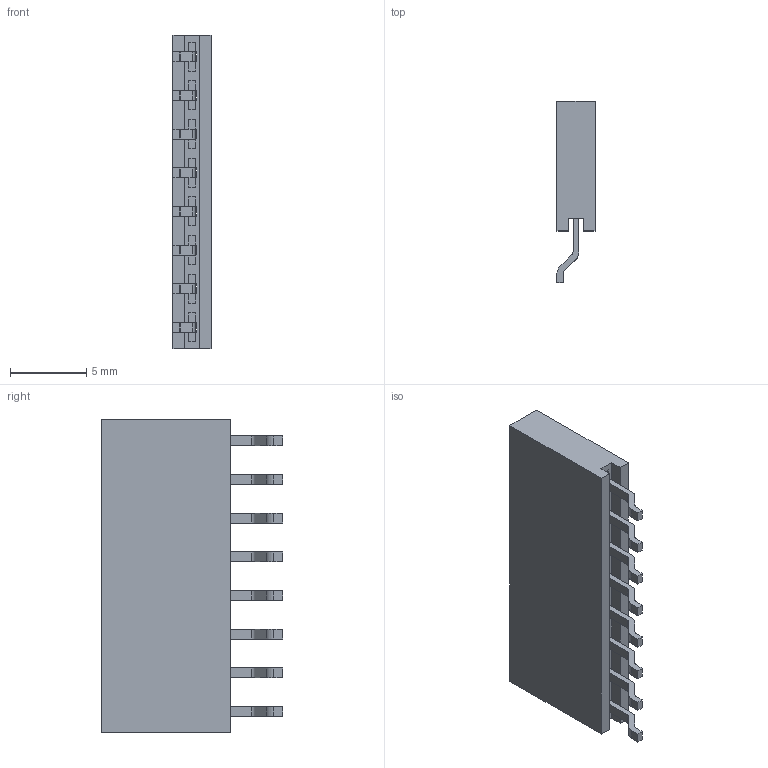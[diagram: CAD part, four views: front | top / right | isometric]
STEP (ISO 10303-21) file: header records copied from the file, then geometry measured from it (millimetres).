
FILE_DESCRIPTION (( 'STEP AP214' ), '1' );
FILE_NAME ('m20-7910842r.STEP', '2025-02-18T11:37:03', ( '' ), ( '' ), 'SwSTEP 2.0', 'SolidWorks 2024', '' );
FILE_SCHEMA (( 'AUTOMOTIVE_DESIGN' ));
Length unit declared in the file: millimetre
Products named in the file (10): m20-7910842r_1_7; m20-7910842r_1_8; m20-7910842r_1_5; m20-7910842r_1_4; m20-7910842r_1_3; m20-7910842r_1_2; m20-7910842r_1_6; m20-7910842r; m20-7910842r_1_1; m20-7910842r_1
Assembly tree (9 placements, depth 2):
  m20-7910842r
    m20-7910842r_1
    m20-7910842r_1_1
    m20-7910842r_1_2
    m20-7910842r_1_3
    m20-7910842r_1_4
    m20-7910842r_1_5
    m20-7910842r_1_6
    m20-7910842r_1_7
    m20-7910842r_1_8
Bounding box: 2.5 x 11.9 x 20.57 mm (x, y, z)
Volume: 398.2 mm3; surface area: 1094.5 mm2
Topology: 9 solids, 9 shells, 378 faces, 1024 edges, 672 vertices
Faces by surface type: plane 298, cylinder 80
Entity records: 13247 total; most frequent: CARTESIAN_POINT 2086, ORIENTED_EDGE 2048, DIRECTION 1964, EDGE_CURVE 1024, LINE 864, VECTOR 864, VERTEX_POINT 672, AXIS2_PLACEMENT_3D 550
